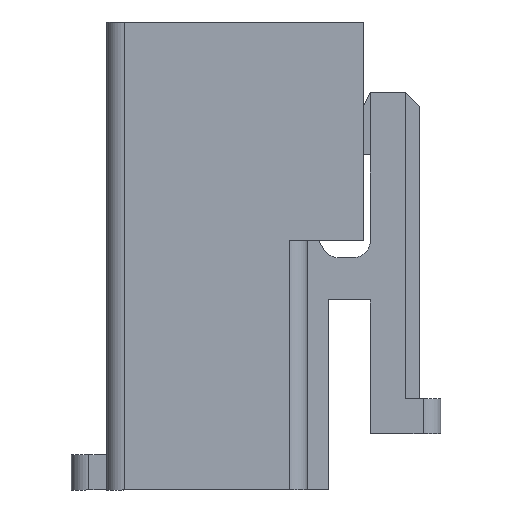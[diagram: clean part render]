
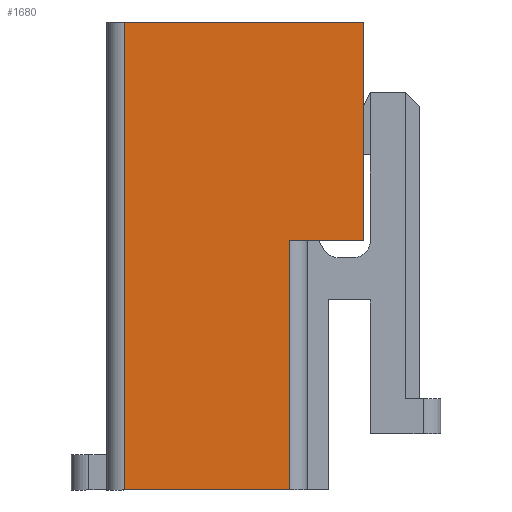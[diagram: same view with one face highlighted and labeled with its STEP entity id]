
A CAD part, left-side view. The second image highlights one B-rep face of the part: STEP entity #1680.
In plain terms, the highlighted planar face has unit normal (-1, 0, 0).
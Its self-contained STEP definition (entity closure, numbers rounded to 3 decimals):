
#367=CARTESIAN_POINT('',(-5.71,3.605,6.392));
#368=VERTEX_POINT('',#367);
#376=CARTESIAN_POINT('',(-5.71,-2.932,6.392));
#377=VERTEX_POINT('',#376);
#378=CARTESIAN_POINT('',(-5.71,3.605,6.392));
#379=DIRECTION('',(0.,-1.,0.));
#380=VECTOR('',#379,6.537);
#381=LINE('',#378,#380);
#382=EDGE_CURVE('',#368,#377,#381,.T.);
#847=CARTESIAN_POINT('',(-5.71,-0.913,-6.392));
#848=VERTEX_POINT('',#847);
#856=CARTESIAN_POINT('',(-5.71,3.605,-6.392));
#857=VERTEX_POINT('',#856);
#858=CARTESIAN_POINT('',(-5.71,-0.913,-6.392));
#859=DIRECTION('',(0.,1.,0.));
#860=VECTOR('',#859,4.518);
#861=LINE('',#858,#860);
#862=EDGE_CURVE('',#848,#857,#861,.T.);
#1637=CARTESIAN_POINT('',(-5.71,3.605,-6.392));
#1638=DIRECTION('',(0.,0.,1.));
#1639=VECTOR('',#1638,12.785);
#1640=LINE('',#1637,#1639);
#1641=EDGE_CURVE('',#857,#368,#1640,.T.);
#1648=CARTESIAN_POINT('',(-5.71,0.336,0.));
#1649=DIRECTION('',(0.,0.,1.));
#1650=DIRECTION('',(-1.,0.,0.));
#1651=AXIS2_PLACEMENT_3D('',#1648,#1650,#1649);
#1652=PLANE('',#1651);
#1653=ORIENTED_EDGE('',*,*,#1641,.F.);
#1654=ORIENTED_EDGE('',*,*,#862,.F.);
#1655=CARTESIAN_POINT('',(-5.71,-0.913,0.433));
#1656=VERTEX_POINT('',#1655);
#1657=CARTESIAN_POINT('',(-5.71,-0.913,-6.392));
#1658=DIRECTION('',(0.,0.,1.));
#1659=VECTOR('',#1658,6.825);
#1660=LINE('',#1657,#1659);
#1661=EDGE_CURVE('',#848,#1656,#1660,.T.);
#1662=ORIENTED_EDGE('',*,*,#1661,.T.);
#1663=CARTESIAN_POINT('',(-5.71,-2.932,0.433));
#1664=VERTEX_POINT('',#1663);
#1665=CARTESIAN_POINT('',(-5.71,-0.913,0.433));
#1666=DIRECTION('',(0.,-1.,0.));
#1667=VECTOR('',#1666,2.019);
#1668=LINE('',#1665,#1667);
#1669=EDGE_CURVE('',#1656,#1664,#1668,.T.);
#1670=ORIENTED_EDGE('',*,*,#1669,.T.);
#1671=CARTESIAN_POINT('',(-5.71,-2.932,0.433));
#1672=DIRECTION('',(0.,0.,1.));
#1673=VECTOR('',#1672,5.96);
#1674=LINE('',#1671,#1673);
#1675=EDGE_CURVE('',#1664,#377,#1674,.T.);
#1676=ORIENTED_EDGE('',*,*,#1675,.T.);
#1677=ORIENTED_EDGE('',*,*,#382,.F.);
#1678=EDGE_LOOP('',(#1653,#1654,#1662,#1670,#1676,#1677));
#1679=FACE_OUTER_BOUND('',#1678,.T.);
#1680=ADVANCED_FACE('',(#1679),#1652,.T.);
